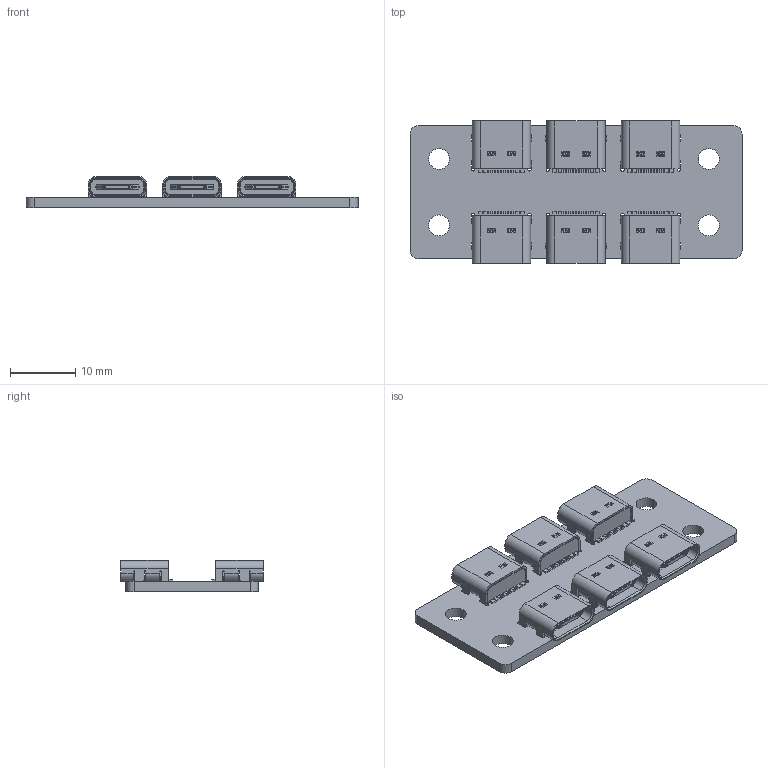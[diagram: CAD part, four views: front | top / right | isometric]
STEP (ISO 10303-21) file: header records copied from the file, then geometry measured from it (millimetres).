
FILE_DESCRIPTION(('KiCad electronic assembly'),'2;1');
FILE_NAME('FarmSupply.step','2023-04-18T18:31:31',('Pcbnew'),('Kicad'), 'Open CASCADE STEP processor 7.6','KiCad to STEP converter','Unknown' );
FILE_SCHEMA(('AUTOMOTIVE_DESIGN { 1 0 10303 214 1 1 1 1 }'));
Length unit declared in the file: millimetre
Products named in the file (4): FarmSupply 1; USB Type C Port (SMD Type); COMPOUND; _autosave-FarmSupply PCB
Assembly tree (8 placements, depth 3):
  FarmSupply 1
    USB Type C Port (SMD Type)  x6
      COMPOUND
    _autosave-FarmSupply PCB
Bounding box: 50.8 x 21.85 x 4.75 mm (x, y, z)
Volume: 2253.9 mm3; surface area: 5793.9 mm2
Topology: 145 solids, 145 shells, 2486 faces, 6258 edges, 3984 vertices
Faces by surface type: plane 1656, cylinder 662, torus 72, cone 48, sphere 36, bspline 12
Full cylindrical faces by diameter (mm): 0.65 x12, 3.2 x4
Entity records: 35222 total; most frequent: CARTESIAN_POINT 6502, DIRECTION 5296, LINE 3327, VECTOR 3327, ORIENTED_EDGE 2670, PCURVE 2670, DEFINITIONAL_REPRESENTATION 2670, EDGE_CURVE 1335
